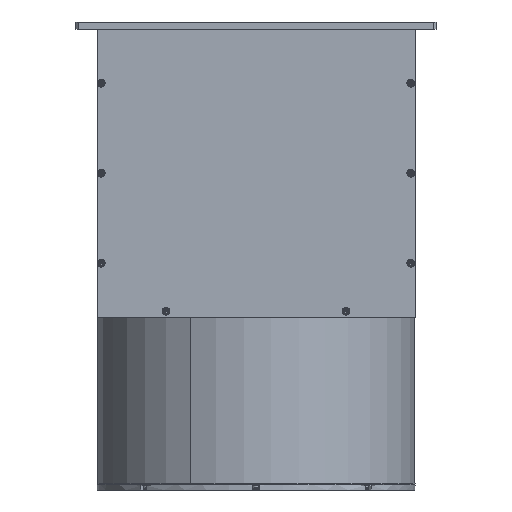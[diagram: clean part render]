
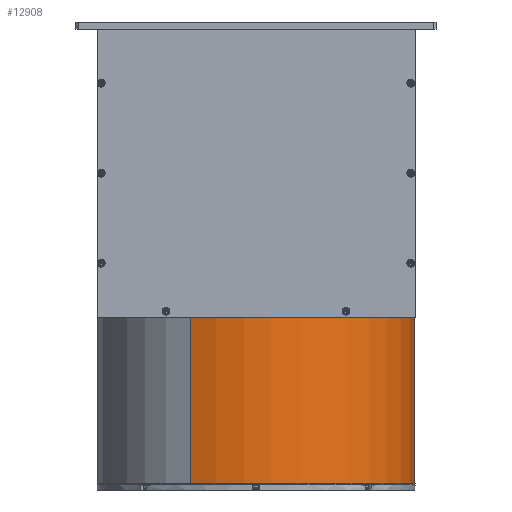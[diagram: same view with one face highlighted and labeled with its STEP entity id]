
A CAD part, left-side view. The second image highlights one B-rep face of the part: STEP entity #12908.
In plain terms, the highlighted cylindrical face has radius 132.5 mm (diameter 265 mm), a partial arc.
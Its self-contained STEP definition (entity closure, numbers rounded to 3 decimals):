
#53 = CARTESIAN_POINT ( 'NONE',  ( 120.625, -54.826, -139. ) ) ;
#180 = ORIENTED_EDGE ( 'NONE', *, *, #15580, .T. ) ;
#332 = DIRECTION ( 'NONE',  ( -0.91, 0.414, 0. ) ) ;
#1836 = DIRECTION ( 'NONE',  ( -0.91, 0.414, 0. ) ) ;
#2457 = VECTOR ( 'NONE', #24924, 1000. ) ;
#3613 = VERTEX_POINT ( 'NONE', #53 ) ;
#4820 = DIRECTION ( 'NONE',  ( 0., 0., -1. ) ) ;
#5306 = AXIS2_PLACEMENT_3D ( 'NONE', #25529, #12932, #332 ) ;
#6029 = DIRECTION ( 'NONE',  ( 0., 0., -1. ) ) ;
#7146 = FACE_OUTER_BOUND ( 'NONE', #13294, .T. ) ;
#7713 = CARTESIAN_POINT ( 'NONE',  ( 0., 0., 0. ) ) ;
#7940 = AXIS2_PLACEMENT_3D ( 'NONE', #7713, #22411, #9819 ) ;
#7999 = CARTESIAN_POINT ( 'NONE',  ( -120.625, 54.826, -139. ) ) ;
#9819 = DIRECTION ( 'NONE',  ( -0.91, 0.414, 0. ) ) ;
#11117 = VERTEX_POINT ( 'NONE', #7999 ) ;
#11153 = EDGE_CURVE ( 'NONE', #22540, #3613, #14948, .T. ) ;
#12908 = ADVANCED_FACE ( 'NONE', ( #7146 ), #23252, .T. ) ;
#12932 = DIRECTION ( 'NONE',  ( 0., 0., -1. ) ) ;
#13165 = CARTESIAN_POINT ( 'NONE',  ( -120.625, 54.826, -211.035 ) ) ;
#13294 = EDGE_LOOP ( 'NONE', ( #26929, #180, #16113, #19718 ) ) ;
#14415 = CARTESIAN_POINT ( 'NONE',  ( 120.625, -54.826, -211.035 ) ) ;
#14450 = CARTESIAN_POINT ( 'NONE',  ( 0., 0., -211.035 ) ) ;
#14783 = EDGE_CURVE ( 'NONE', #3613, #11117, #23810, .T. ) ;
#14948 = LINE ( 'NONE', #14415, #2457 ) ;
#15225 = VECTOR ( 'NONE', #4820, 1000. ) ;
#15580 = EDGE_CURVE ( 'NONE', #22540, #23369, #26408, .T. ) ;
#16113 = ORIENTED_EDGE ( 'NONE', *, *, #21395, .T. ) ;
#19718 = ORIENTED_EDGE ( 'NONE', *, *, #14783, .F. ) ;
#20234 = AXIS2_PLACEMENT_3D ( 'NONE', #14450, #6029, #1836 ) ;
#20827 = LINE ( 'NONE', #13165, #15225 ) ;
#21395 = EDGE_CURVE ( 'NONE', #23369, #11117, #20827, .T. ) ;
#22411 = DIRECTION ( 'NONE',  ( 0., 0., -1. ) ) ;
#22423 = CARTESIAN_POINT ( 'NONE',  ( 120.625, -54.826, 0. ) ) ;
#22540 = VERTEX_POINT ( 'NONE', #22423 ) ;
#23214 = CARTESIAN_POINT ( 'NONE',  ( -120.625, 54.826, 0. ) ) ;
#23252 = CYLINDRICAL_SURFACE ( 'NONE', #20234, 132.5 ) ;
#23369 = VERTEX_POINT ( 'NONE', #23214 ) ;
#23810 = CIRCLE ( 'NONE', #5306, 132.5 ) ;
#24924 = DIRECTION ( 'NONE',  ( 0., 0., -1. ) ) ;
#25529 = CARTESIAN_POINT ( 'NONE',  ( 0., 0., -139. ) ) ;
#26408 = CIRCLE ( 'NONE', #7940, 132.5 ) ;
#26929 = ORIENTED_EDGE ( 'NONE', *, *, #11153, .F. ) ;
